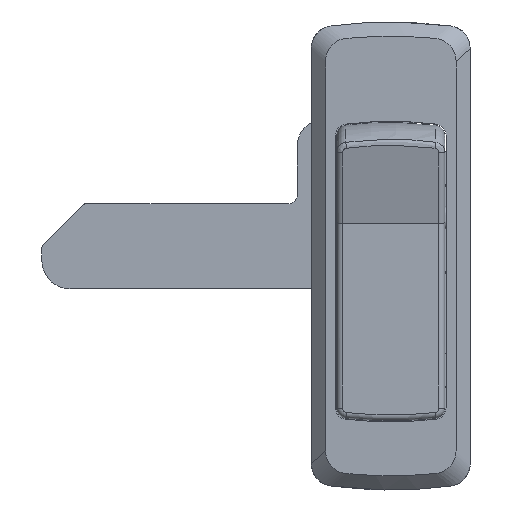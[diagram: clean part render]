
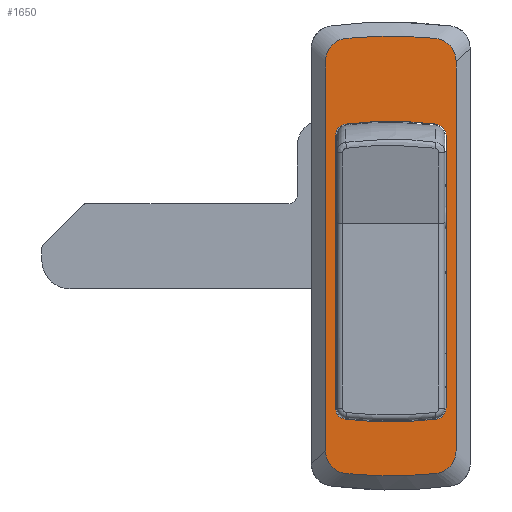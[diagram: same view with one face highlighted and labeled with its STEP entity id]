
A CAD part, top view. The second image highlights one B-rep face of the part: STEP entity #1650.
In plain terms, the highlighted planar face has unit normal (0, 0, 1).
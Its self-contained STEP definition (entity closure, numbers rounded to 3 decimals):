
#61 = CARTESIAN_POINT ( 'NONE',  ( 11.5, -36.116, 4. ) ) ;
#272 = ORIENTED_EDGE ( 'NONE', *, *, #5817, .F. ) ;
#302 = CARTESIAN_POINT ( 'NONE',  ( -9.75, 19.502, 4. ) ) ;
#422 = DIRECTION ( 'NONE',  ( 1., 0., 0. ) ) ;
#517 = VERTEX_POINT ( 'NONE', #9093 ) ;
#555 = VERTEX_POINT ( 'NONE', #8445 ) ;
#561 = VERTEX_POINT ( 'NONE', #8554 ) ;
#580 = AXIS2_PLACEMENT_3D ( 'NONE', #5042, #3186, #1417 ) ;
#685 = CARTESIAN_POINT ( 'NONE',  ( -7.908, -40.095, 4. ) ) ;
#704 = PLANE ( 'NONE',  #6187 ) ;
#1052 = EDGE_CURVE ( 'NONE', #7720, #5001, #5459, .T. ) ;
#1226 = CARTESIAN_POINT ( 'NONE',  ( -11.5, -36.116, 4. ) ) ;
#1278 = VECTOR ( 'NONE', #6453, 1000. ) ;
#1390 = DIRECTION ( 'NONE',  ( 0., 0., 1. ) ) ;
#1417 = DIRECTION ( 'NONE',  ( -1., 0., 0. ) ) ;
#1464 = CARTESIAN_POINT ( 'NONE',  ( 7.75, 19.502, 4. ) ) ;
#1590 = ORIENTED_EDGE ( 'NONE', *, *, #3073, .F. ) ;
#1595 = DIRECTION ( 'NONE',  ( 1., 0., 0. ) ) ;
#1650 = ADVANCED_FACE ( 'NONE', ( #5196, #5048 ), #704, .F. ) ;
#1711 = ORIENTED_EDGE ( 'NONE', *, *, #1052, .T. ) ;
#1761 = CARTESIAN_POINT ( 'NONE',  ( 9.75, 19.502, 4. ) ) ;
#1803 = DIRECTION ( 'NONE',  ( 0., 1., 0. ) ) ;
#1825 = VERTEX_POINT ( 'NONE', #8873 ) ;
#1829 = DIRECTION ( 'NONE',  ( 0., 0., 1. ) ) ;
#1841 = ORIENTED_EDGE ( 'NONE', *, *, #3937, .F. ) ;
#1970 = ORIENTED_EDGE ( 'NONE', *, *, #5373, .T. ) ;
#1978 = EDGE_CURVE ( 'NONE', #6735, #10787, #10937, .T. ) ;
#2142 = CIRCLE ( 'NONE', #6895, 4. ) ;
#2249 = AXIS2_PLACEMENT_3D ( 'NONE', #9366, #10224, #11089 ) ;
#2285 = CIRCLE ( 'NONE', #7951, 68. ) ;
#2458 = CARTESIAN_POINT ( 'NONE',  ( -8.006, 21.485, 4. ) ) ;
#2702 = DIRECTION ( 'NONE',  ( 1., 0., 0. ) ) ;
#2772 = VECTOR ( 'NONE', #9313, 1000. ) ;
#2783 = ORIENTED_EDGE ( 'NONE', *, *, #10081, .F. ) ;
#2787 = CARTESIAN_POINT ( 'NONE',  ( -11.5, 32.616, 4. ) ) ;
#2989 = CIRCLE ( 'NONE', #6669, 77.5 ) ;
#3073 = EDGE_CURVE ( 'NONE', #3914, #517, #9847, .T. ) ;
#3186 = DIRECTION ( 'NONE',  ( 0., 0., 1. ) ) ;
#3357 = AXIS2_PLACEMENT_3D ( 'NONE', #11103, #4283, #4212 ) ;
#3371 = VERTEX_POINT ( 'NONE', #8897 ) ;
#3392 = CARTESIAN_POINT ( 'NONE',  ( -11.5, 32.616, 4. ) ) ;
#3480 = ORIENTED_EDGE ( 'NONE', *, *, #1978, .T. ) ;
#3508 = DIRECTION ( 'NONE',  ( 0., 0., 1. ) ) ;
#3539 = EDGE_CURVE ( 'NONE', #1825, #7643, #2285, .T. ) ;
#3856 = CIRCLE ( 'NONE', #2249, 4. ) ;
#3914 = VERTEX_POINT ( 'NONE', #1761 ) ;
#3937 = EDGE_CURVE ( 'NONE', #3371, #1825, #10417, .T. ) ;
#4033 = ORIENTED_EDGE ( 'NONE', *, *, #9187, .F. ) ;
#4174 = ORIENTED_EDGE ( 'NONE', *, *, #5086, .T. ) ;
#4195 = CARTESIAN_POINT ( 'NONE',  ( 7.5, -36.116, 4. ) ) ;
#4212 = DIRECTION ( 'NONE',  ( 1., 0., 0. ) ) ;
#4272 = VECTOR ( 'NONE', #7692, 1000. ) ;
#4283 = DIRECTION ( 'NONE',  ( 0., 0., 1. ) ) ;
#4288 = CARTESIAN_POINT ( 'NONE',  ( 11.5, 32.616, 4. ) ) ;
#4500 = EDGE_CURVE ( 'NONE', #517, #8040, #4901, .T. ) ;
#4508 = VERTEX_POINT ( 'NONE', #2787 ) ;
#4624 = VERTEX_POINT ( 'NONE', #10671 ) ;
#4725 = ORIENTED_EDGE ( 'NONE', *, *, #10726, .T. ) ;
#4742 = CARTESIAN_POINT ( 'NONE',  ( 11.5, -36.116, 4. ) ) ;
#4823 = ORIENTED_EDGE ( 'NONE', *, *, #10168, .T. ) ;
#4901 = CIRCLE ( 'NONE', #9663, 62.5 ) ;
#4912 = AXIS2_PLACEMENT_3D ( 'NONE', #8713, #7102, #6998 ) ;
#4979 = AXIS2_PLACEMENT_3D ( 'NONE', #1464, #1390, #9195 ) ;
#5001 = VERTEX_POINT ( 'NONE', #4288 ) ;
#5007 = CIRCLE ( 'NONE', #9395, 2. ) ;
#5042 = CARTESIAN_POINT ( 'NONE',  ( 7.5, -36.116, 4. ) ) ;
#5048 = FACE_OUTER_BOUND ( 'NONE', #10290, .T. ) ;
#5072 = DIRECTION ( 'NONE',  ( -1., 0., 0. ) ) ;
#5086 = EDGE_CURVE ( 'NONE', #10787, #555, #8787, .T. ) ;
#5124 = VERTEX_POINT ( 'NONE', #302 ) ;
#5196 = FACE_BOUND ( 'NONE', #5627, .T. ) ;
#5358 = DIRECTION ( 'NONE',  ( 0., 0., 1. ) ) ;
#5373 = EDGE_CURVE ( 'NONE', #4624, #5849, #2989, .T. ) ;
#5448 = ORIENTED_EDGE ( 'NONE', *, *, #3539, .F. ) ;
#5459 = LINE ( 'NONE', #61, #9630 ) ;
#5502 = CARTESIAN_POINT ( 'NONE',  ( 7.75, -28.543, 4. ) ) ;
#5553 = CARTESIAN_POINT ( 'NONE',  ( 0., 37., 4. ) ) ;
#5627 = EDGE_LOOP ( 'NONE', ( #6676, #1590, #4033, #272, #5448, #1841, #2783, #6574 ) ) ;
#5817 = EDGE_CURVE ( 'NONE', #7643, #561, #5007, .T. ) ;
#5849 = VERTEX_POINT ( 'NONE', #11046 ) ;
#5871 = ORIENTED_EDGE ( 'NONE', *, *, #9320, .T. ) ;
#5968 = EDGE_CURVE ( 'NONE', #5849, #4508, #2142, .T. ) ;
#6187 = AXIS2_PLACEMENT_3D ( 'NONE', #4195, #10192, #5072 ) ;
#6295 = CIRCLE ( 'NONE', #3357, 2. ) ;
#6325 = DIRECTION ( 'NONE',  ( -1., 0., 0. ) ) ;
#6453 = DIRECTION ( 'NONE',  ( 0., 1., 0. ) ) ;
#6485 = CARTESIAN_POINT ( 'NONE',  ( 9.75, -28.543, 4. ) ) ;
#6486 = DIRECTION ( 'NONE',  ( 1., 0., 0. ) ) ;
#6574 = ORIENTED_EDGE ( 'NONE', *, *, #7963, .F. ) ;
#6669 = AXIS2_PLACEMENT_3D ( 'NONE', #7558, #8421, #10834 ) ;
#6676 = ORIENTED_EDGE ( 'NONE', *, *, #4500, .F. ) ;
#6735 = VERTEX_POINT ( 'NONE', #1226 ) ;
#6781 = DIRECTION ( 'NONE',  ( 0., 0., 1. ) ) ;
#6892 = CARTESIAN_POINT ( 'NONE',  ( 0., 37., 4. ) ) ;
#6895 = AXIS2_PLACEMENT_3D ( 'NONE', #7725, #6781, #1595 ) ;
#6998 = DIRECTION ( 'NONE',  ( 1., 0., 0. ) ) ;
#7064 = DIRECTION ( 'NONE',  ( 1., 0., 0. ) ) ;
#7102 = DIRECTION ( 'NONE',  ( 0., 0., 1. ) ) ;
#7558 = CARTESIAN_POINT ( 'NONE',  ( 0., -40.5, 4. ) ) ;
#7643 = VERTEX_POINT ( 'NONE', #9701 ) ;
#7692 = DIRECTION ( 'NONE',  ( 0., -1., 0. ) ) ;
#7720 = VERTEX_POINT ( 'NONE', #4742 ) ;
#7725 = CARTESIAN_POINT ( 'NONE',  ( -7.5, 32.616, 4. ) ) ;
#7951 = AXIS2_PLACEMENT_3D ( 'NONE', #5553, #9001, #6486 ) ;
#7963 = EDGE_CURVE ( 'NONE', #8040, #5124, #6295, .T. ) ;
#8040 = VERTEX_POINT ( 'NONE', #2458 ) ;
#8412 = CARTESIAN_POINT ( 'NONE',  ( -9.75, 19.502, 4. ) ) ;
#8421 = DIRECTION ( 'NONE',  ( 0., 0., 1. ) ) ;
#8445 = CARTESIAN_POINT ( 'NONE',  ( 7.908, -40.095, 4. ) ) ;
#8554 = CARTESIAN_POINT ( 'NONE',  ( 9.75, -28.543, 4. ) ) ;
#8702 = CARTESIAN_POINT ( 'NONE',  ( 0., -40.5, 4. ) ) ;
#8713 = CARTESIAN_POINT ( 'NONE',  ( -7.75, -28.543, 4. ) ) ;
#8763 = ORIENTED_EDGE ( 'NONE', *, *, #5968, .T. ) ;
#8787 = CIRCLE ( 'NONE', #10157, 77.5 ) ;
#8873 = CARTESIAN_POINT ( 'NONE',  ( -7.985, -30.53, 4. ) ) ;
#8897 = CARTESIAN_POINT ( 'NONE',  ( -9.75, -28.543, 4. ) ) ;
#9001 = DIRECTION ( 'NONE',  ( 0., 0., 1. ) ) ;
#9093 = CARTESIAN_POINT ( 'NONE',  ( 8.006, 21.485, 4. ) ) ;
#9187 = EDGE_CURVE ( 'NONE', #561, #3914, #10462, .T. ) ;
#9195 = DIRECTION ( 'NONE',  ( 1., 0., 0. ) ) ;
#9313 = DIRECTION ( 'NONE',  ( 0., -1., 0. ) ) ;
#9320 = EDGE_CURVE ( 'NONE', #555, #7720, #9661, .T. ) ;
#9366 = CARTESIAN_POINT ( 'NONE',  ( 7.5, 32.616, 4. ) ) ;
#9395 = AXIS2_PLACEMENT_3D ( 'NONE', #5502, #5358, #6325 ) ;
#9496 = LINE ( 'NONE', #3392, #2772 ) ;
#9630 = VECTOR ( 'NONE', #1803, 1000. ) ;
#9661 = CIRCLE ( 'NONE', #580, 4. ) ;
#9663 = AXIS2_PLACEMENT_3D ( 'NONE', #8702, #1829, #7064 ) ;
#9701 = CARTESIAN_POINT ( 'NONE',  ( 7.985, -30.53, 4. ) ) ;
#9847 = CIRCLE ( 'NONE', #4979, 2. ) ;
#9889 = CARTESIAN_POINT ( 'NONE',  ( -7.5, -36.116, 4. ) ) ;
#9998 = AXIS2_PLACEMENT_3D ( 'NONE', #9889, #10742, #422 ) ;
#10081 = EDGE_CURVE ( 'NONE', #5124, #3371, #10163, .T. ) ;
#10157 = AXIS2_PLACEMENT_3D ( 'NONE', #6892, #3508, #2702 ) ;
#10163 = LINE ( 'NONE', #8412, #4272 ) ;
#10168 = EDGE_CURVE ( 'NONE', #5001, #4624, #3856, .T. ) ;
#10192 = DIRECTION ( 'NONE',  ( 0., 0., -1. ) ) ;
#10224 = DIRECTION ( 'NONE',  ( 0., 0., 1. ) ) ;
#10290 = EDGE_LOOP ( 'NONE', ( #5871, #1711, #4823, #1970, #8763, #4725, #3480, #4174 ) ) ;
#10417 = CIRCLE ( 'NONE', #4912, 2. ) ;
#10462 = LINE ( 'NONE', #6485, #1278 ) ;
#10671 = CARTESIAN_POINT ( 'NONE',  ( 7.908, 36.595, 4. ) ) ;
#10726 = EDGE_CURVE ( 'NONE', #4508, #6735, #9496, .T. ) ;
#10742 = DIRECTION ( 'NONE',  ( 0., 0., 1. ) ) ;
#10787 = VERTEX_POINT ( 'NONE', #685 ) ;
#10834 = DIRECTION ( 'NONE',  ( 1., 0., 0. ) ) ;
#10937 = CIRCLE ( 'NONE', #9998, 4. ) ;
#11046 = CARTESIAN_POINT ( 'NONE',  ( -7.908, 36.595, 4. ) ) ;
#11089 = DIRECTION ( 'NONE',  ( 1., 0., 0. ) ) ;
#11103 = CARTESIAN_POINT ( 'NONE',  ( -7.75, 19.502, 4. ) ) ;
